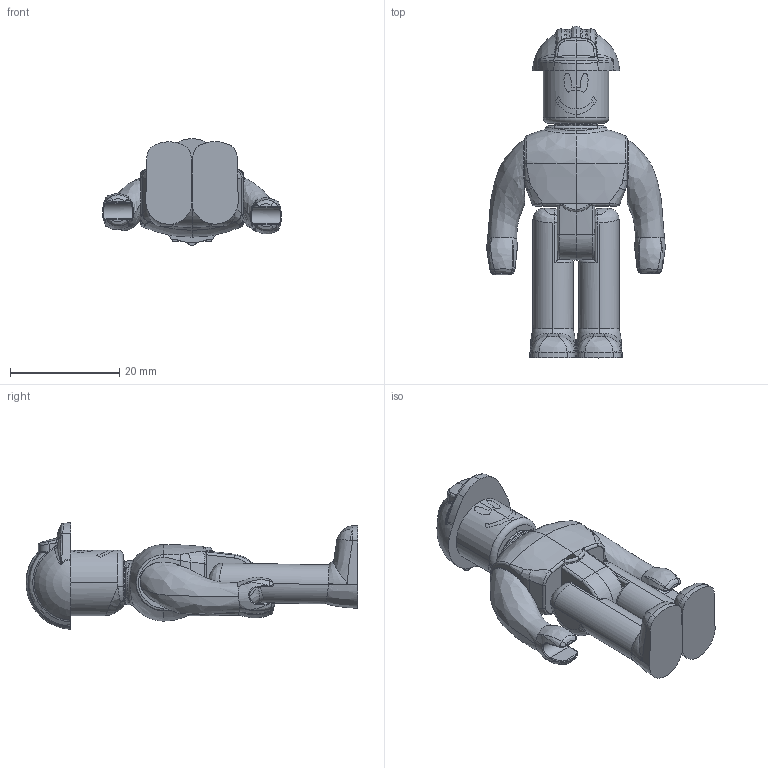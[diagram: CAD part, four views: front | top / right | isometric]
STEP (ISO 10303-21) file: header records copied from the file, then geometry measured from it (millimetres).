
FILE_DESCRIPTION (( 'STEP AP203' ), '1' );
FILE_NAME ('worker.step', '2014-04-20T16:34:49', ( 'Nicholas Morozovsky' ), ( '' ), 'SwSTEP 2.0', 'SolidWorks 2012', '' );
FILE_SCHEMA (( 'CONFIG_CONTROL_DESIGN' ));
Length unit declared in the file: millimetre
Products named in the file (1): worker
Bounding box: 32.73 x 60.73 x 19.5 mm (x, y, z)
Volume: 9735.5 mm3; surface area: 5864.6 mm2
Topology: 7 solids, 7 shells, 435 faces, 1072 edges, 636 vertices
Faces by surface type: bspline 246, plane 74, cylinder 71, torus 31, sphere 10, cone 3
Entity records: 24213 total; most frequent: CARTESIAN_POINT 16055, ORIENTED_EDGE 2092, DIRECTION 1139, EDGE_CURVE 1046, VERTEX_POINT 636, B_SPLINE_CURVE_WITH_KNOTS 578, AXIS2_PLACEMENT_3D 520, EDGE_LOOP 446
